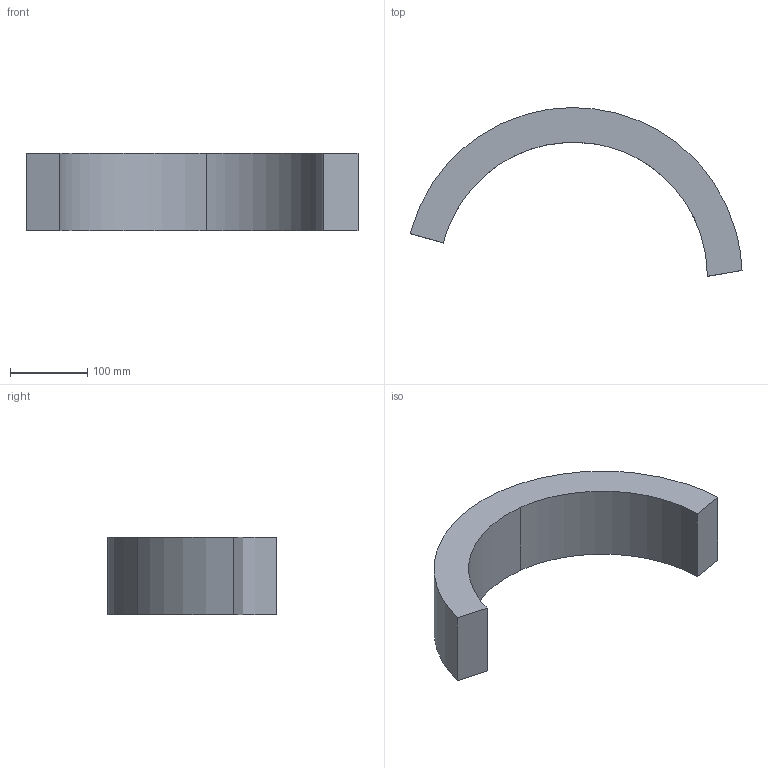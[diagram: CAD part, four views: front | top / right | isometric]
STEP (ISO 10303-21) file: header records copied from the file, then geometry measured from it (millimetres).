
FILE_DESCRIPTION(('Shape Data from Truck'), '2;1');
FILE_NAME('', '2023-12-28 21:20:41.762061', (('')), (('')), 'truck', 'test_gen_wire_2', '');
FILE_SCHEMA(('ISO-10303-042'));
Length unit declared in the file: millimetre
Bounding box: 430.72 x 218.91 x 100 mm (x, y, z)
Volume: 2533085.2 mm3; surface area: 172430.9 mm2
Topology: 1 solids, 1 shells, 9 faces, 21 edges, 14 vertices
Faces by surface type: bspline 5, plane 4
Entity records: 315 total; most frequent: CARTESIAN_POINT 149, ORIENTED_EDGE 42, EDGE_CURVE 21, DIRECTION 19, VERTEX_POINT 14, LINE 11, VECTOR 11, FACE_SURFACE 9
